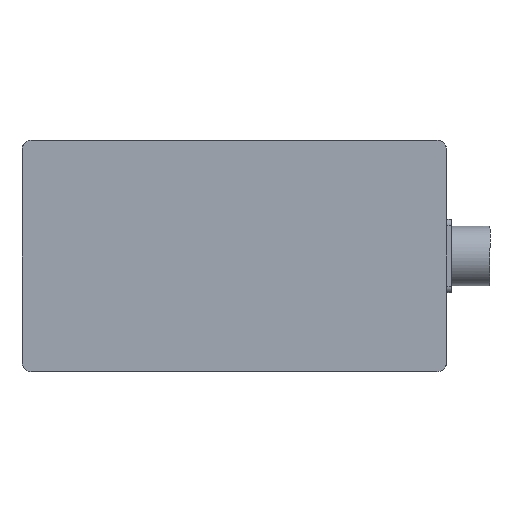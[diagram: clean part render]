
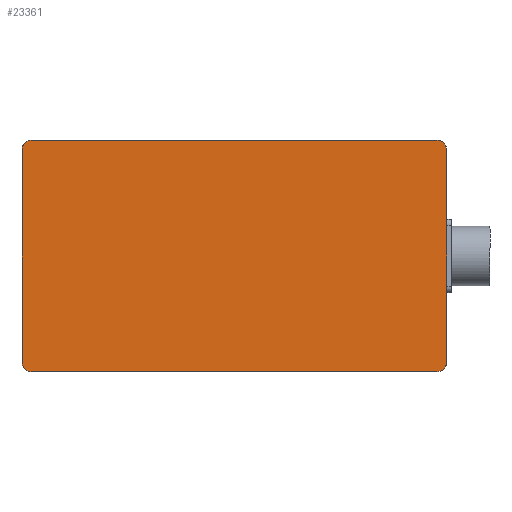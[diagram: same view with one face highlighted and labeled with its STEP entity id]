
A CAD part, front view. The second image highlights one B-rep face of the part: STEP entity #23361.
In plain terms, the highlighted face is planar.
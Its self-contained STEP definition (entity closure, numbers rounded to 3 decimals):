
#1892 = AXIS2_PLACEMENT_3D ( 'NONE', #37387, #42079, #13954 ) ;
#3112 = FACE_OUTER_BOUND ( 'NONE', #9628, .T. ) ;
#3279 = LINE ( 'NONE', #56024, #25770 ) ;
#4210 = CARTESIAN_POINT ( 'NONE',  ( 60., -40., -119. ) ) ;
#4521 = CARTESIAN_POINT ( 'NONE',  ( -60., -40., -119. ) ) ;
#5303 = VERTEX_POINT ( 'NONE', #39312 ) ;
#5966 = ORIENTED_EDGE ( 'NONE', *, *, #25472, .T. ) ;
#6006 = VECTOR ( 'NONE', #30765, 1000. ) ;
#6279 = EDGE_CURVE ( 'NONE', #54743, #50832, #28207, .T. ) ;
#7091 = CARTESIAN_POINT ( 'NONE',  ( 55., -40., -119. ) ) ;
#9249 = VERTEX_POINT ( 'NONE', #4210 ) ;
#9628 = EDGE_LOOP ( 'NONE', ( #40148, #18141, #5966, #25873, #43437, #14653, #57430, #50673 ) ) ;
#9769 = EDGE_CURVE ( 'NONE', #31782, #45902, #3279, .T. ) ;
#10222 = DIRECTION ( 'NONE',  ( 0., 0., -1. ) ) ;
#10989 = LINE ( 'NONE', #26582, #61681 ) ;
#11044 = EDGE_CURVE ( 'NONE', #9249, #54743, #47743, .T. ) ;
#11205 = EDGE_CURVE ( 'NONE', #36138, #5303, #10989, .T. ) ;
#12005 = LINE ( 'NONE', #49183, #6006 ) ;
#13795 = AXIS2_PLACEMENT_3D ( 'NONE', #7091, #35779, #35464 ) ;
#13954 = DIRECTION ( 'NONE',  ( -1., 0., 0. ) ) ;
#14602 = CARTESIAN_POINT ( 'NONE',  ( 55., -40., -119. ) ) ;
#14629 = DIRECTION ( 'NONE',  ( 0., 0., -1. ) ) ;
#14653 = ORIENTED_EDGE ( 'NONE', *, *, #9769, .T. ) ;
#17934 = DIRECTION ( 'NONE',  ( 0., 0., -1. ) ) ;
#18141 = ORIENTED_EDGE ( 'NONE', *, *, #6279, .T. ) ;
#20891 = AXIS2_PLACEMENT_3D ( 'NONE', #57371, #14629, #33678 ) ;
#22915 = CARTESIAN_POINT ( 'NONE',  ( 55., -45., -119. ) ) ;
#23361 = ADVANCED_FACE ( 'NONE', ( #3112 ), #41255, .T. ) ;
#25472 = EDGE_CURVE ( 'NONE', #50832, #36138, #38764, .T. ) ;
#25770 = VECTOR ( 'NONE', #35765, 1000. ) ;
#25873 = ORIENTED_EDGE ( 'NONE', *, *, #11205, .T. ) ;
#26582 = CARTESIAN_POINT ( 'NONE',  ( -60., -40., -119. ) ) ;
#26663 = EDGE_CURVE ( 'NONE', #45902, #39989, #40783, .T. ) ;
#26755 = CARTESIAN_POINT ( 'NONE',  ( -55., 175., -119. ) ) ;
#28207 = LINE ( 'NONE', #22915, #46613 ) ;
#30765 = DIRECTION ( 'NONE',  ( 0., -1., 0. ) ) ;
#31782 = VERTEX_POINT ( 'NONE', #26755 ) ;
#33678 = DIRECTION ( 'NONE',  ( -1., 0., 0. ) ) ;
#35007 = AXIS2_PLACEMENT_3D ( 'NONE', #35420, #17934, #55383 ) ;
#35269 = EDGE_CURVE ( 'NONE', #39989, #9249, #12005, .T. ) ;
#35420 = CARTESIAN_POINT ( 'NONE',  ( -55., 170., -119. ) ) ;
#35464 = DIRECTION ( 'NONE',  ( -1., 0., 0. ) ) ;
#35765 = DIRECTION ( 'NONE',  ( 1., 0., 0. ) ) ;
#35779 = DIRECTION ( 'NONE',  ( 0., 0., -1. ) ) ;
#36138 = VERTEX_POINT ( 'NONE', #4521 ) ;
#36971 = CARTESIAN_POINT ( 'NONE',  ( 55., 175., -119. ) ) ;
#37387 = CARTESIAN_POINT ( 'NONE',  ( 55., 170., -119. ) ) ;
#38764 = CIRCLE ( 'NONE', #20891, 5. ) ;
#38946 = DIRECTION ( 'NONE',  ( -1., 0., 0. ) ) ;
#38991 = CIRCLE ( 'NONE', #35007, 5. ) ;
#39312 = CARTESIAN_POINT ( 'NONE',  ( -60., 170., -119. ) ) ;
#39989 = VERTEX_POINT ( 'NONE', #60465 ) ;
#40148 = ORIENTED_EDGE ( 'NONE', *, *, #11044, .T. ) ;
#40433 = CARTESIAN_POINT ( 'NONE',  ( 55., -45., -119. ) ) ;
#40783 = CIRCLE ( 'NONE', #1892, 5. ) ;
#40955 = DIRECTION ( 'NONE',  ( 0., 1., 0. ) ) ;
#41028 = DIRECTION ( 'NONE',  ( -1., 0., 0. ) ) ;
#41255 = PLANE ( 'NONE',  #44749 ) ;
#42079 = DIRECTION ( 'NONE',  ( 0., 0., -1. ) ) ;
#43437 = ORIENTED_EDGE ( 'NONE', *, *, #44196, .T. ) ;
#44196 = EDGE_CURVE ( 'NONE', #5303, #31782, #38991, .T. ) ;
#44749 = AXIS2_PLACEMENT_3D ( 'NONE', #14602, #10222, #38946 ) ;
#45902 = VERTEX_POINT ( 'NONE', #36971 ) ;
#46613 = VECTOR ( 'NONE', #41028, 1000. ) ;
#47743 = CIRCLE ( 'NONE', #13795, 5. ) ;
#49183 = CARTESIAN_POINT ( 'NONE',  ( 60., 170., -119. ) ) ;
#50673 = ORIENTED_EDGE ( 'NONE', *, *, #35269, .T. ) ;
#50832 = VERTEX_POINT ( 'NONE', #53782 ) ;
#53782 = CARTESIAN_POINT ( 'NONE',  ( -55., -45., -119. ) ) ;
#54743 = VERTEX_POINT ( 'NONE', #40433 ) ;
#55383 = DIRECTION ( 'NONE',  ( -1., 0., 0. ) ) ;
#56024 = CARTESIAN_POINT ( 'NONE',  ( -55., 175., -119. ) ) ;
#57371 = CARTESIAN_POINT ( 'NONE',  ( -55., -40., -119. ) ) ;
#57430 = ORIENTED_EDGE ( 'NONE', *, *, #26663, .T. ) ;
#60465 = CARTESIAN_POINT ( 'NONE',  ( 60., 170., -119. ) ) ;
#61681 = VECTOR ( 'NONE', #40955, 1000. ) ;
